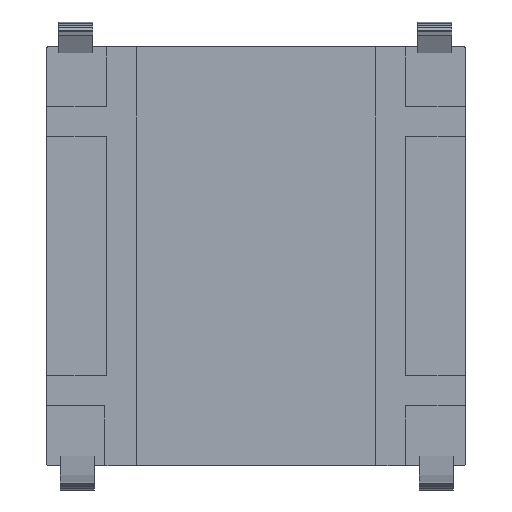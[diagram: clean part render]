
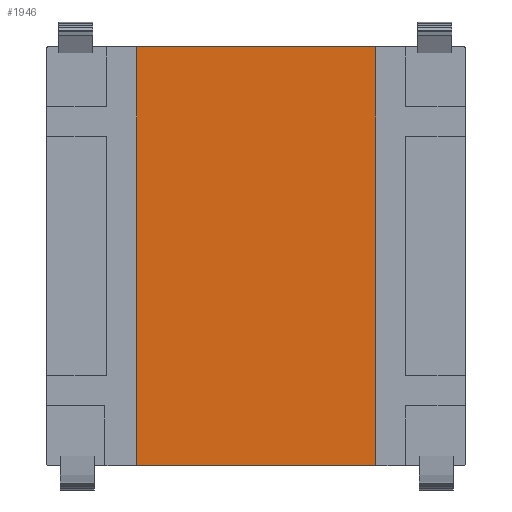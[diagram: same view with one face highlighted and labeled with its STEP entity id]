
A CAD part, front view. The second image highlights one B-rep face of the part: STEP entity #1946.
In plain terms, the highlighted planar face has unit normal (0, -1, 0).
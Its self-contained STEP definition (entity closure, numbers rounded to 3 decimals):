
#43=LINE('',#2804,#279);
#78=LINE('',#2876,#314);
#84=LINE('',#2889,#320);
#85=LINE('',#2890,#321);
#279=VECTOR('',#2249,10.);
#314=VECTOR('',#2308,10.);
#320=VECTOR('',#2318,10.);
#321=VECTOR('',#2319,10.);
#554=FACE_OUTER_BOUND('',#671,.T.);
#671=EDGE_LOOP('',(#1358,#1359,#1360,#1361));
#833=VERTEX_POINT('',#2801);
#834=VERTEX_POINT('',#2803);
#859=VERTEX_POINT('',#2875);
#864=VERTEX_POINT('',#2888);
#1018=EDGE_CURVE('',#833,#834,#43,.T.);
#1054=EDGE_CURVE('',#834,#859,#78,.T.);
#1060=EDGE_CURVE('',#833,#864,#84,.T.);
#1061=EDGE_CURVE('',#859,#864,#85,.T.);
#1358=ORIENTED_EDGE('',*,*,#1060,.T.);
#1359=ORIENTED_EDGE('',*,*,#1061,.F.);
#1360=ORIENTED_EDGE('',*,*,#1054,.F.);
#1361=ORIENTED_EDGE('',*,*,#1018,.F.);
#1849=PLANE('',#2090);
#1946=ADVANCED_FACE('',(#554),#1849,.F.);
#2090=AXIS2_PLACEMENT_3D('',#2887,#2316,#2317);
#2249=DIRECTION('',(-1.,0.,0.));
#2308=DIRECTION('',(0.,0.,1.));
#2316=DIRECTION('center_axis',(0.,1.,0.));
#2317=DIRECTION('ref_axis',(0.,0.,1.));
#2318=DIRECTION('',(0.,0.,1.));
#2319=DIRECTION('',(1.,0.,0.));
#2801=CARTESIAN_POINT('',(3.5,-0.3,-9.));
#2803=CARTESIAN_POINT('',(-0.497,-0.3,-9.));
#2804=CARTESIAN_POINT('',(3.626,-0.3,-9.));
#2875=CARTESIAN_POINT('',(-0.497,-0.3,-2.));
#2876=CARTESIAN_POINT('',(-0.497,-0.3,-2.));
#2887=CARTESIAN_POINT('Origin',(2.251,-0.3,-5.5));
#2888=CARTESIAN_POINT('',(3.5,-0.3,-2.));
#2889=CARTESIAN_POINT('',(3.5,-0.3,-7.25));
#2890=CARTESIAN_POINT('',(0.126,-0.3,-2.));
